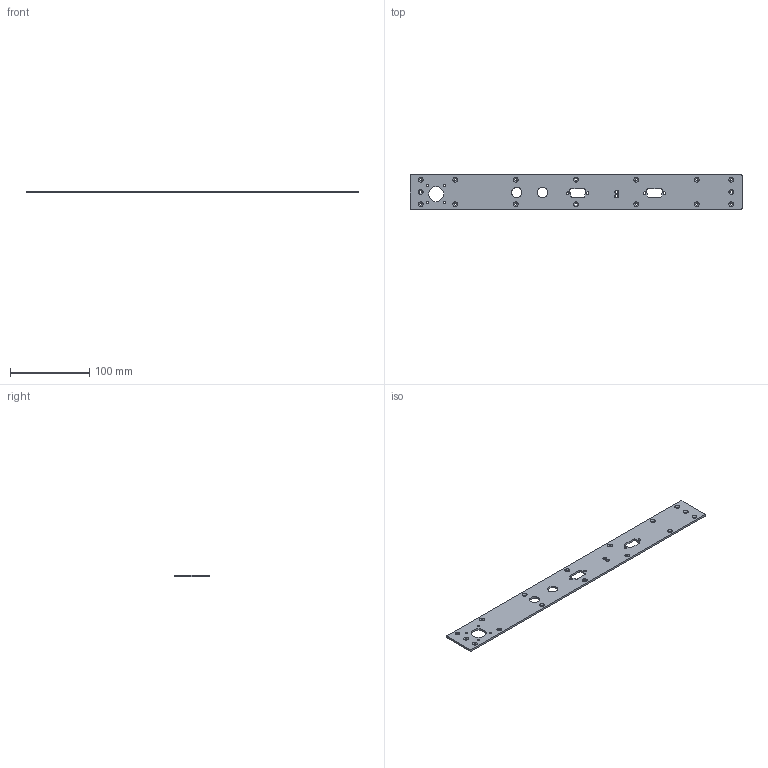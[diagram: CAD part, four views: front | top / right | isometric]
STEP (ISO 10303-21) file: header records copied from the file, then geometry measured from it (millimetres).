
FILE_DESCRIPTION(('Open CASCADE Model'),'2;1');
FILE_NAME('Open CASCADE Shape Model','2025-07-08T17:09:11',('Author'),( 'Open CASCADE'),'Open CASCADE STEP processor 7.5','Open CASCADE 7.5' ,'Unknown');
FILE_SCHEMA(('AUTOMOTIVE_DESIGN { 1 0 10303 214 1 1 1 1 }'));
Length unit declared in the file: millimetre
Products named in the file (1): Open CASCADE STEP translator 7.5 7
Bounding box: 419.1 x 43.18 x 2.5 mm (x, y, z)
Volume: 41979.1 mm3; surface area: 37367 mm2
Topology: 1 solids, 1 shells, 113 faces, 267 edges, 172 vertices
Faces by surface type: cylinder 63, plane 32, cone 18
Full cylindrical faces by diameter (mm): 3.174 x4, 3.2 x4, 3.248 x16, 3.81 x2, 6.094 x16, 19.05 x1
Entity records: 6990 total; most frequent: CARTESIAN_POINT 1363, DIRECTION 1097, ORIENTED_EDGE 534, PCURVE 534, DEFINITIONAL_REPRESENTATION 534, LINE 495, VECTOR 495, EDGE_CURVE 267
